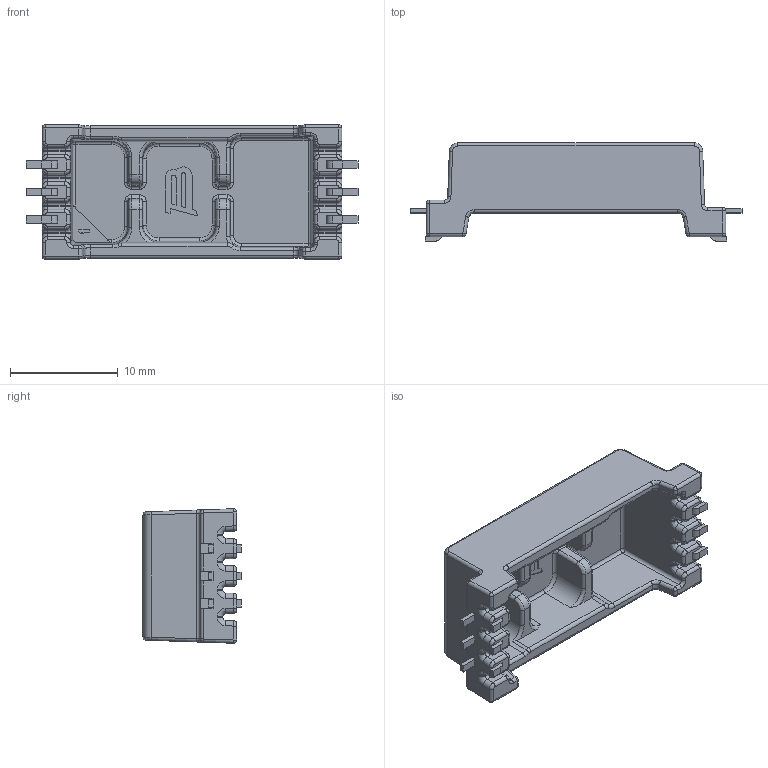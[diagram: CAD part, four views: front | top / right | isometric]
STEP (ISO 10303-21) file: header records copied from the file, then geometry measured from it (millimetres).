
FILE_DESCRIPTION((''),'2;1');
FILE_NAME('HEADER','2020-03-12T',('gxh.tbi'),(''),'PRO/ENGINEER BY PARAMETRIC TECHNOLOGY CORPORATION, 2001280','PRO/ENGINEER BY PARAMETRIC TECHNOLOGY CORPORATION, 2001280','');
FILE_SCHEMA(('CONFIG_CONTROL_DESIGN'));
Length unit declared in the file: millimetre
Products named in the file (1): HEADER
Bounding box: 30.8 x 9.1 x 12.48 mm (x, y, z)
Volume: 937.7 mm3; surface area: 1756.7 mm2
Topology: 1 solids, 1 shells, 596 faces, 1426 edges, 837 vertices
Faces by surface type: cylinder 230, plane 219, bspline 110, sphere 19, torus 16, extrusion 2
Entity records: 22264 total; most frequent: CARTESIAN_POINT 9164, ORIENTED_EDGE 2852, DIRECTION 2554, EDGE_CURVE 1426, AXIS2_PLACEMENT_3D 881, VERTEX_POINT 837, VECTOR 792, LINE 790
